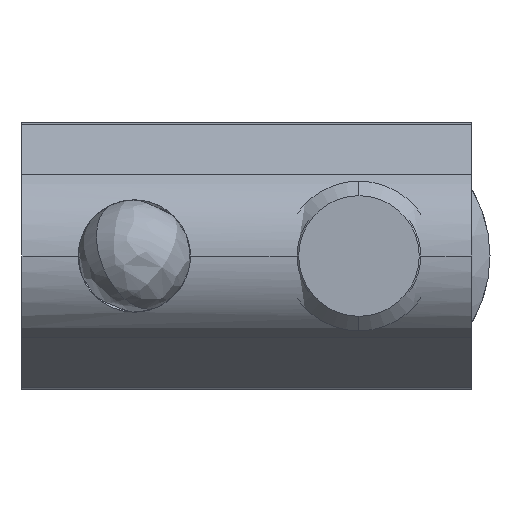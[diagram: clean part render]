
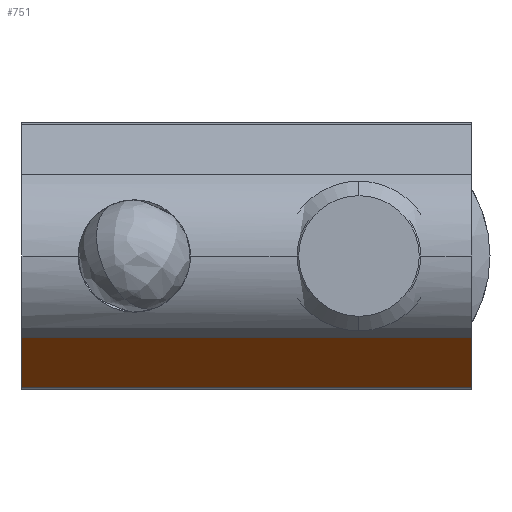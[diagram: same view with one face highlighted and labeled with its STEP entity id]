
A CAD part, front view. The second image highlights one B-rep face of the part: STEP entity #751.
In plain terms, the highlighted planar face has unit normal (0, -0.545, -0.839).
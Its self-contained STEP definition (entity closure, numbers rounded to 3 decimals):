
#122 = DIRECTION ( 'NONE',  ( 0., 0.839, -0.545 ) ) ;
#751 = ADVANCED_FACE ( 'NONE', ( #1603 ), #5301, .T. ) ;
#760 = VECTOR ( 'NONE', #3548, 1000. ) ;
#805 = EDGE_LOOP ( 'NONE', ( #6385, #5146, #5456, #2433 ) ) ;
#972 = LINE ( 'NONE', #4901, #6171 ) ;
#985 = CARTESIAN_POINT ( 'NONE',  ( 3., -2.763, -3.514 ) ) ;
#1185 = CARTESIAN_POINT ( 'NONE',  ( 3., -4.816, -2.181 ) ) ;
#1340 = DIRECTION ( 'NONE',  ( -1., 0., 0. ) ) ;
#1603 = FACE_OUTER_BOUND ( 'NONE', #805, .T. ) ;
#2164 = EDGE_CURVE ( 'NONE', #6254, #5720, #2597, .T. ) ;
#2196 = LINE ( 'NONE', #4949, #760 ) ;
#2415 = AXIS2_PLACEMENT_3D ( 'NONE', #1185, #3223, #122 ) ;
#2433 = ORIENTED_EDGE ( 'NONE', *, *, #5255, .T. ) ;
#2458 = LINE ( 'NONE', #985, #5091 ) ;
#2535 = DIRECTION ( 'NONE',  ( 1., 0., 0. ) ) ;
#2572 = CARTESIAN_POINT ( 'NONE',  ( 3., -2.763, -3.514 ) ) ;
#2597 = LINE ( 'NONE', #2572, #3443 ) ;
#2684 = EDGE_CURVE ( 'NONE', #5720, #2733, #972, .T. ) ;
#2733 = VERTEX_POINT ( 'NONE', #4300 ) ;
#3223 = DIRECTION ( 'NONE',  ( 0., -0.545, -0.839 ) ) ;
#3443 = VECTOR ( 'NONE', #4142, 1000. ) ;
#3463 = VERTEX_POINT ( 'NONE', #5450 ) ;
#3548 = DIRECTION ( 'NONE',  ( 0., -0.839, 0.545 ) ) ;
#4142 = DIRECTION ( 'NONE',  ( 0., -0.839, 0.545 ) ) ;
#4300 = CARTESIAN_POINT ( 'NONE',  ( -9., -4.816, -2.181 ) ) ;
#4305 = CARTESIAN_POINT ( 'NONE',  ( 3., -2.763, -3.514 ) ) ;
#4446 = CARTESIAN_POINT ( 'NONE',  ( 3., -4.816, -2.181 ) ) ;
#4901 = CARTESIAN_POINT ( 'NONE',  ( 3., -4.816, -2.181 ) ) ;
#4949 = CARTESIAN_POINT ( 'NONE',  ( -9., -2.763, -3.514 ) ) ;
#5091 = VECTOR ( 'NONE', #2535, 1000. ) ;
#5146 = ORIENTED_EDGE ( 'NONE', *, *, #2684, .T. ) ;
#5255 = EDGE_CURVE ( 'NONE', #3463, #6254, #2458, .T. ) ;
#5301 = PLANE ( 'NONE',  #2415 ) ;
#5450 = CARTESIAN_POINT ( 'NONE',  ( -9., -2.763, -3.514 ) ) ;
#5456 = ORIENTED_EDGE ( 'NONE', *, *, #5580, .F. ) ;
#5580 = EDGE_CURVE ( 'NONE', #3463, #2733, #2196, .T. ) ;
#5720 = VERTEX_POINT ( 'NONE', #4446 ) ;
#6171 = VECTOR ( 'NONE', #1340, 1000. ) ;
#6254 = VERTEX_POINT ( 'NONE', #4305 ) ;
#6385 = ORIENTED_EDGE ( 'NONE', *, *, #2164, .T. ) ;
